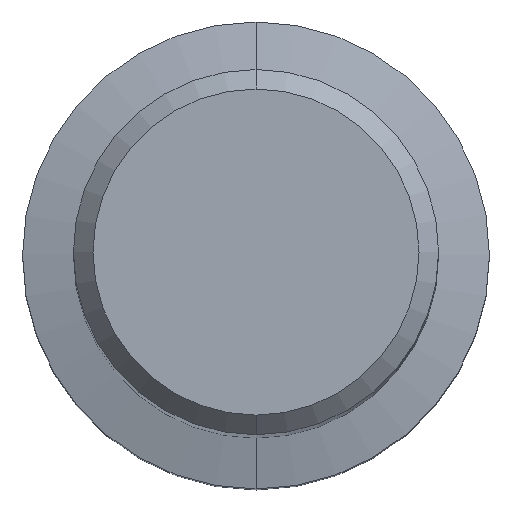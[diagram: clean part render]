
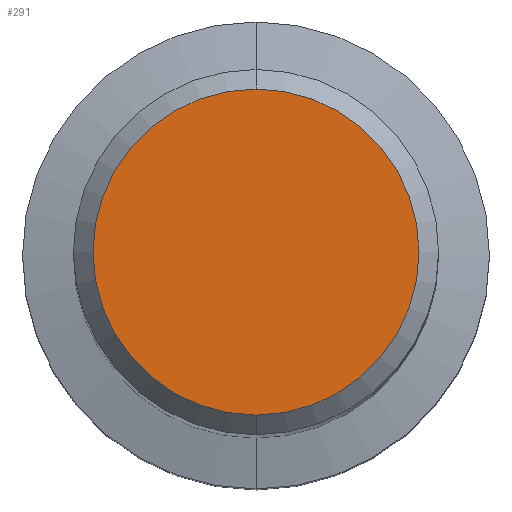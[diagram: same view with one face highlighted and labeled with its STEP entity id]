
A CAD part, top view. The second image highlights one B-rep face of the part: STEP entity #291.
In plain terms, the highlighted planar face has unit normal (0, 0, 1).
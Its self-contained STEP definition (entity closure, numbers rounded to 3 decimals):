
#193=VERTEX_POINT('',#401);
#219=EDGE_CURVE('',#193,#301,#429,.T.);
#291=ADVANCED_FACE('',(#512),#513,.T.);
#293=EDGE_CURVE('',#301,#193,#515,.T.);
#301=VERTEX_POINT('',#524);
#401=CARTESIAN_POINT('',(0.0,6.65,0.0));
#429=CIRCLE('',#672,6.65);
#512=FACE_OUTER_BOUND('',#783,.T.);
#513=PLANE('',#784);
#515=CIRCLE('',#787,6.65);
#524=CARTESIAN_POINT('',(0.,-6.65,0.0));
#672=AXIS2_PLACEMENT_3D('',#919,#920,#921);
#783=EDGE_LOOP('',(#1044,#1045));
#784=AXIS2_PLACEMENT_3D('',#1046,#1047,#1048);
#787=AXIS2_PLACEMENT_3D('',#1049,#1050,#1051);
#919=CARTESIAN_POINT('',(0.0,0.0,0.0));
#920=DIRECTION('',(0.0,0.0,-1.0));
#921=DIRECTION('',(0.0,1.0,0.0));
#1044=ORIENTED_EDGE('',*,*,#219,.F.);
#1045=ORIENTED_EDGE('',*,*,#293,.F.);
#1046=CARTESIAN_POINT('',(0.0,3.325,0.0));
#1047=DIRECTION('',(-0.0,0.0,1.0));
#1048=DIRECTION('',(0.0,-1.0,0.0));
#1049=CARTESIAN_POINT('',(0.0,0.0,0.0));
#1050=DIRECTION('',(0.0,0.0,-1.0));
#1051=DIRECTION('',(0.0,1.0,0.0));
